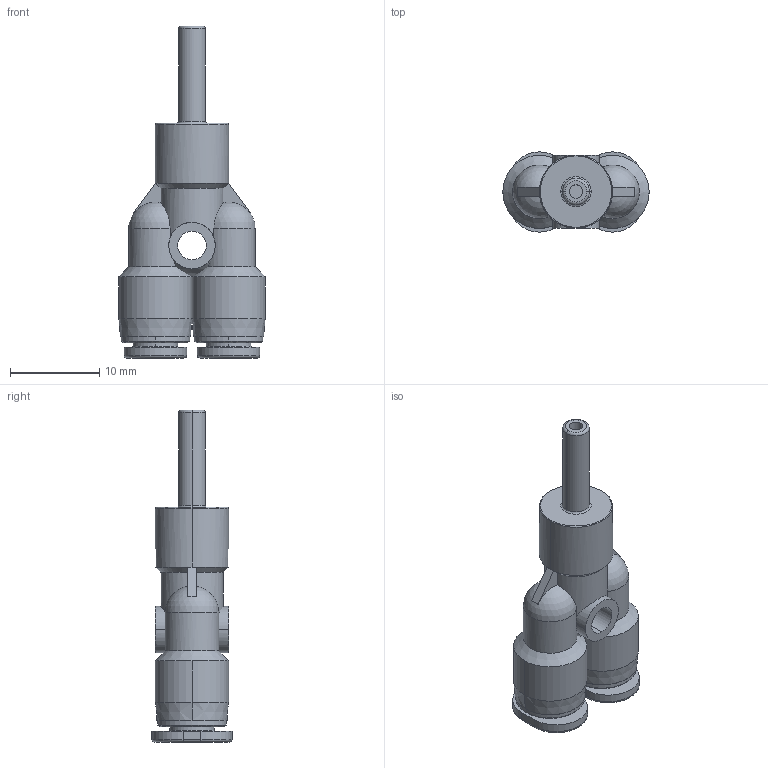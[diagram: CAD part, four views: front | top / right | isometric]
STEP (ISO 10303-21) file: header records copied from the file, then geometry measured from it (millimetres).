
FILE_DESCRIPTION((''),'2;1');
FILE_NAME('PYJ03C-mdt.stp','2017-07-24T17:04:34',(''),(''),'Mechanical Desktop 2009','Mechanical Desktop 2009',', , ');
FILE_SCHEMA(('CONFIG_CONTROL_DESIGN'));
Length unit declared in the file: millimetre
Products named in the file (4): PYJ03C-MDTA; PYJ03C-MDT; COLLAR-L03C-L; PJ
Assembly tree (5 placements, depth 2):
  PYJ03C-MDTA
    PYJ03C-MDT
    COLLAR-L03C-L  x2
    PJ  x2
Bounding box: 16.4 x 9 x 37.2 mm (x, y, z)
Volume: 1837 mm3; surface area: 1773.4 mm2
Topology: 1 solids, 1 shells, 113 faces, 253 edges, 151 vertices
Faces by surface type: cylinder 44, plane 35, cone 12, torus 12, bspline 6, sphere 4
Entity records: 3751 total; most frequent: CARTESIAN_POINT 1063, DIRECTION 588, ORIENTED_EDGE 502, EDGE_CURVE 251, AXIS2_PLACEMENT_3D 250, VERTEX_POINT 151, CIRCLE 137, EDGE_LOOP 127
